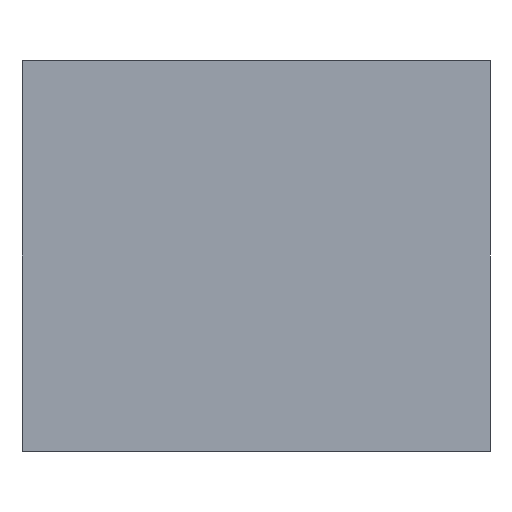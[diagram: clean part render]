
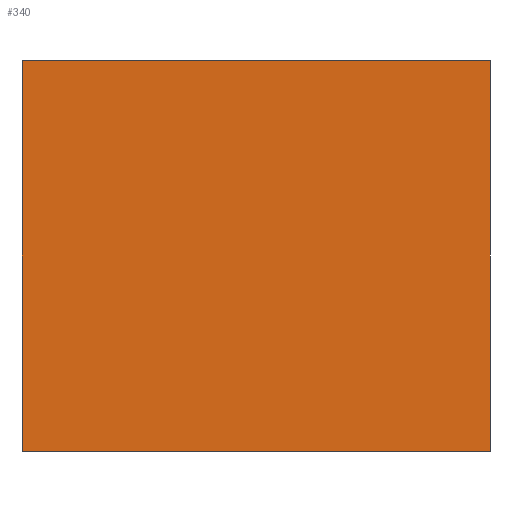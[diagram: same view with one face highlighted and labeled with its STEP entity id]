
A CAD part, front view. The second image highlights one B-rep face of the part: STEP entity #340.
In plain terms, the highlighted planar face has unit normal (0, -1, 0).
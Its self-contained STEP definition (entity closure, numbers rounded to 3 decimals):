
#24=FACE_OUTER_BOUND($,#42,.T.);
#42=EDGE_LOOP($,(#243,#244,#245,#246));
#69=LINE($,#500,#113);
#71=LINE($,#504,#115);
#72=LINE($,#506,#116);
#73=LINE($,#507,#117);
#113=VECTOR($,#404,10.);
#115=VECTOR($,#408,12.);
#116=VECTOR($,#409,10.);
#117=VECTOR($,#410,12.);
#153=VERTEX_POINT($,#497);
#154=VERTEX_POINT($,#499);
#155=VERTEX_POINT($,#503);
#156=VERTEX_POINT($,#505);
#189=EDGE_CURVE($,#154,#153,#69,.T.);
#191=EDGE_CURVE($,#153,#155,#71,.T.);
#192=EDGE_CURVE($,#156,#155,#72,.T.);
#193=EDGE_CURVE($,#156,#154,#73,.T.);
#243=ORIENTED_EDGE($,*,*,#191,.T.);
#244=ORIENTED_EDGE($,*,*,#192,.F.);
#245=ORIENTED_EDGE($,*,*,#193,.T.);
#246=ORIENTED_EDGE($,*,*,#189,.T.);
#324=PLANE($,#361);
#340=ADVANCED_FACE($,(#24),#324,.T.);
#361=AXIS2_PLACEMENT_3D($,#502,#406,#407);
#404=DIRECTION($,(0.,0.,1.));
#406=DIRECTION('center_axis',(0.,-1.,0.));
#407=DIRECTION('ref_axis',(0.,0.,-1.));
#408=DIRECTION($,(-1.,0.,0.));
#409=DIRECTION($,(0.,0.,1.));
#410=DIRECTION($,(1.,0.,0.));
#497=CARTESIAN_POINT('',(6.,-12.5,10.));
#499=CARTESIAN_POINT('',(6.,-12.5,0.));
#500=CARTESIAN_POINT($,(6.,-12.5,0.));
#502=CARTESIAN_POINT('Origin',(6.,-12.5,0.));
#503=CARTESIAN_POINT('',(-6.,-12.5,10.));
#504=CARTESIAN_POINT($,(-6.,-12.5,10.));
#505=CARTESIAN_POINT('',(-6.,-12.5,0.));
#506=CARTESIAN_POINT($,(-6.,-12.5,0.));
#507=CARTESIAN_POINT($,(-6.,-12.5,0.));
